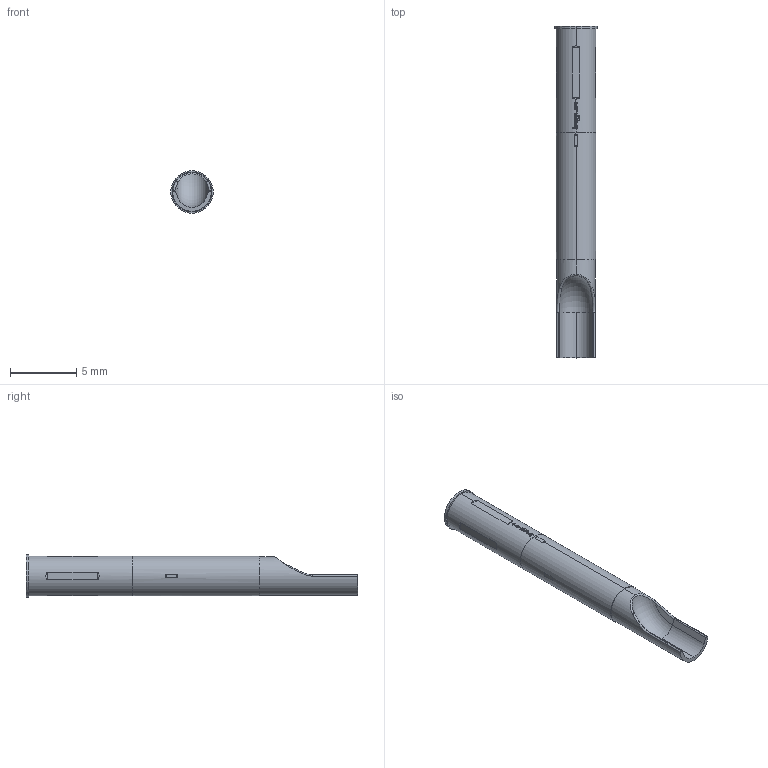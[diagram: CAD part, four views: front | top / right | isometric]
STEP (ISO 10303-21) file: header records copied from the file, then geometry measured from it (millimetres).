
FILE_DESCRIPTION (( 'STEP AP203' ), '1' );
FILE_NAME ('INGUN_KS-113_30.STEP', '2025-08-25T12:35:56', ( '' ), ( '' ), 'SwSTEP 2.0', 'SolidWorks 2023', '' );
FILE_SCHEMA (( 'CONFIG_CONTROL_DESIGN' ));
Length unit declared in the file: millimetre
Products named in the file (1): INGUN_KS-113_30
Bounding box: 3.2 x 25 x 3.2 mm (x, y, z)
Volume: 143.9 mm3; surface area: 245.8 mm2
Topology: 1 solids, 1 shells, 123 faces, 333 edges, 220 vertices
Faces by surface type: plane 55, cylinder 40, bspline 25, cone 2, torus 1
Entity records: 4414 total; most frequent: CARTESIAN_POINT 1457, ORIENTED_EDGE 666, DIRECTION 504, EDGE_CURVE 333, VERTEX_POINT 220, AXIS2_PLACEMENT_3D 189, EDGE_LOOP 131, LINE 126
